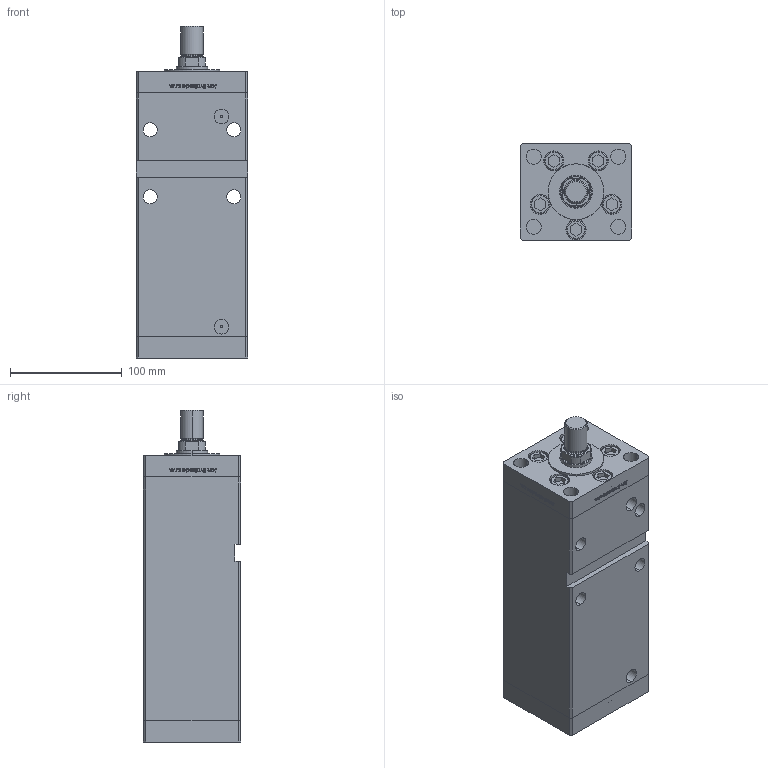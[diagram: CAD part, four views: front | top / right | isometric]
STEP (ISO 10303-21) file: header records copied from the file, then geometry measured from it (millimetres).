
FILE_DESCRIPTION (( 'STEP AP203' ), '1' );
FILE_NAME ('9475.STEP', '2024-10-18T10:19:38', ( '' ), ( '' ), 'SwSTEP 2.0', 'SolidWorks 2019', '' );
FILE_SCHEMA (( 'CONFIG_CONTROL_DESIGN' ));
Length unit declared in the file: millimetre
Products named in the file (7): V220CC_MALE_METRIC 15ab58c760b299a6b6b6bdc30042e0b4; V220C_E MIDDLE 15ab58c760b299a6b6b6bdc30042e0b4; ALLEN BOLT 15ab58c760b299a6b6b6bdc30042e0b4; V220C_VC_E 15ab58c760b299a6b6b6bdc30042e0b4; V220C BACK_E 15ab58c760b299a6b6b6bdc30042e0b4; 9475; V220C_FRONT_E 15ab58c760b299a6b6b6bdc30042e0b4
Assembly tree (15 placements, depth 2):
  9475
    V220C BACK_E 15ab58c760b299a6b6b6bdc30042e0b4
    V220C_E MIDDLE 15ab58c760b299a6b6b6bdc30042e0b4
    V220C_FRONT_E 15ab58c760b299a6b6b6bdc30042e0b4
    ALLEN BOLT 15ab58c760b299a6b6b6bdc30042e0b4  x10
    V220CC_MALE_METRIC 15ab58c760b299a6b6b6bdc30042e0b4
    V220C_VC_E 15ab58c760b299a6b6b6bdc30042e0b4
Bounding box: 100 x 87 x 297.5 mm (x, y, z)
Volume: 1874138.5 mm3; surface area: 268344.2 mm2
Topology: 15 solids, 15 shells, 1228 faces, 3068 edges, 2010 vertices
Faces by surface type: bspline 484, plane 479, cylinder 169, cone 50, torus 46
Entity records: 53633 total; most frequent: CARTESIAN_POINT 30467, ORIENTED_EDGE 5304, DIRECTION 3110, EDGE_CURVE 2652, VERTEX_POINT 1758, VECTOR 1364, LINE 1364, EDGE_LOOP 1204
